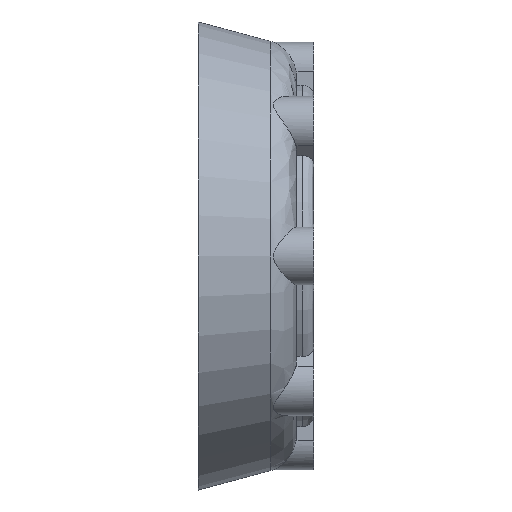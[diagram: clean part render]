
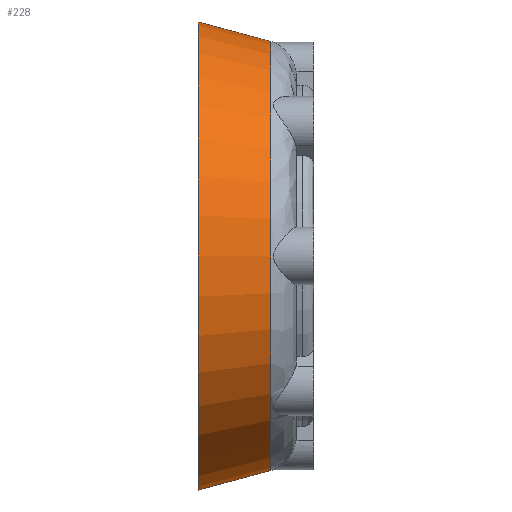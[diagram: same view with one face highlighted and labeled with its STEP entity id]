
A CAD part, left-side view. The second image highlights one B-rep face of the part: STEP entity #228.
In plain terms, the highlighted conical face has half-angle 15 degrees and reference radius 18.568 mm.
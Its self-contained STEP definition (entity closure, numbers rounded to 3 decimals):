
#40 = VERTEX_POINT ( 'NONE', #1011 ) ;
#53 = VERTEX_POINT ( 'NONE', #870 ) ;
#69 = EDGE_LOOP ( 'NONE', ( #257, #334, #360, #256 ) ) ;
#89 = VERTEX_POINT ( 'NONE', #1053 ) ;
#120 = VERTEX_POINT ( 'NONE', #993 ) ;
#228 = ADVANCED_FACE ( 'NONE', ( #1936 ), #2031, .T. ) ;
#256 = ORIENTED_EDGE ( 'NONE', *, *, #4106, .F. ) ;
#257 = ORIENTED_EDGE ( 'NONE', *, *, #4002, .F. ) ;
#334 = ORIENTED_EDGE ( 'NONE', *, *, #4110, .F. ) ;
#360 = ORIENTED_EDGE ( 'NONE', *, *, #4025, .T. ) ;
#870 = CARTESIAN_POINT ( 'NONE',  ( 0., 10., 20.25 ) ) ;
#993 = CARTESIAN_POINT ( 'NONE',  ( 0., 10., -20.25 ) ) ;
#1011 = CARTESIAN_POINT ( 'NONE',  ( 0., 3.724, 18.568 ) ) ;
#1053 = CARTESIAN_POINT ( 'NONE',  ( 0., 3.724, -18.568 ) ) ;
#1120 = DIRECTION ( 'NONE',  ( 0., 1., 0. ) ) ;
#1122 = CARTESIAN_POINT ( 'NONE',  ( 0., 3.724, 0. ) ) ;
#1123 = DIRECTION ( 'NONE',  ( 0., 0., 1. ) ) ;
#1936 = FACE_OUTER_BOUND ( 'NONE', #69, .T. ) ;
#1967 = LINE ( 'NONE', #3439, #1999 ) ;
#1999 = VECTOR ( 'NONE', #3436, 1000. ) ;
#2031 = CONICAL_SURFACE ( 'NONE', #3961, 18.568, 0.262 ) ;
#2145 = VECTOR ( 'NONE', #3469, 1000. ) ;
#2150 = LINE ( 'NONE', #3470, #2145 ) ;
#2233 = CIRCLE ( 'NONE', #3931, 20.25 ) ;
#2302 = CIRCLE ( 'NONE', #3930, 18.568 ) ;
#3436 = DIRECTION ( 'NONE',  ( 0., 0.966, 0.259 ) ) ;
#3439 = CARTESIAN_POINT ( 'NONE',  ( 0., 3.724, 18.568 ) ) ;
#3469 = DIRECTION ( 'NONE',  ( 0., 0.966, -0.259 ) ) ;
#3470 = CARTESIAN_POINT ( 'NONE',  ( 0., 3.724, -18.568 ) ) ;
#3762 = CARTESIAN_POINT ( 'NONE',  ( 0., 10., 0. ) ) ;
#3772 = DIRECTION ( 'NONE',  ( 0., 1., 0. ) ) ;
#3774 = DIRECTION ( 'NONE',  ( 0., 0., 1. ) ) ;
#3930 = AXIS2_PLACEMENT_3D ( 'NONE', #4505, #4504, #4503 ) ;
#3931 = AXIS2_PLACEMENT_3D ( 'NONE', #3762, #3772, #3774 ) ;
#3961 = AXIS2_PLACEMENT_3D ( 'NONE', #1122, #1120, #1123 ) ;
#4002 = EDGE_CURVE ( 'NONE', #89, #120, #2150, .T. ) ;
#4025 = EDGE_CURVE ( 'NONE', #40, #53, #1967, .T. ) ;
#4106 = EDGE_CURVE ( 'NONE', #120, #53, #2233, .T. ) ;
#4110 = EDGE_CURVE ( 'NONE', #40, #89, #2302, .T. ) ;
#4503 = DIRECTION ( 'NONE',  ( 0., 0., 1. ) ) ;
#4504 = DIRECTION ( 'NONE',  ( 0., -1., 0. ) ) ;
#4505 = CARTESIAN_POINT ( 'NONE',  ( 0., 3.724, 0. ) ) ;
